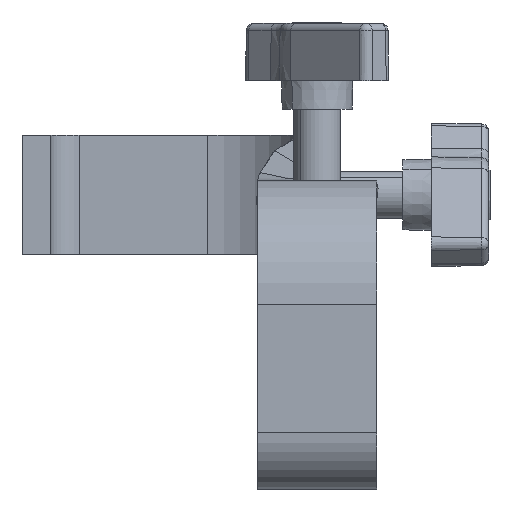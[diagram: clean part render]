
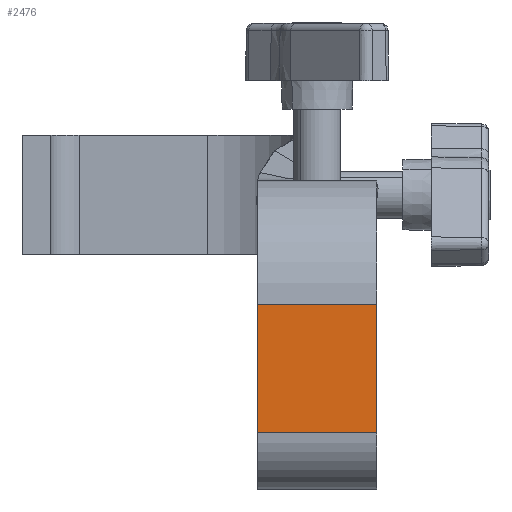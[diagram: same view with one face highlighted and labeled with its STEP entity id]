
A CAD part, front view. The second image highlights one B-rep face of the part: STEP entity #2476.
In plain terms, the highlighted planar face has unit normal (0, -1, 0).
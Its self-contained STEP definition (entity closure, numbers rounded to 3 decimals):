
#155 = DIRECTION ( 'NONE',  ( 0., 0., 1. ) ) ;
#265 = VERTEX_POINT ( 'NONE', #2768 ) ;
#773 = EDGE_CURVE ( 'NONE', #6682, #3759, #13386, .T. ) ;
#829 = DIRECTION ( 'NONE',  ( 0., 0., -1. ) ) ;
#2476 = ADVANCED_FACE ( 'NONE', ( #14589 ), #15252, .T. ) ;
#2768 = CARTESIAN_POINT ( 'NONE',  ( 12.5, 0., -26. ) ) ;
#3673 = LINE ( 'NONE', #8043, #12733 ) ;
#3759 = VERTEX_POINT ( 'NONE', #14606 ) ;
#4226 = CARTESIAN_POINT ( 'NONE',  ( -12.5, 0., -53. ) ) ;
#4544 = CARTESIAN_POINT ( 'NONE',  ( 12.5, 0., -26. ) ) ;
#4603 = DIRECTION ( 'NONE',  ( -1., 0., 0. ) ) ;
#5036 = ORIENTED_EDGE ( 'NONE', *, *, #7263, .T. ) ;
#5515 = VECTOR ( 'NONE', #12973, 1000. ) ;
#6026 = DIRECTION ( 'NONE',  ( 0., -1., 0. ) ) ;
#6682 = VERTEX_POINT ( 'NONE', #4226 ) ;
#7263 = EDGE_CURVE ( 'NONE', #265, #3759, #12822, .T. ) ;
#8043 = CARTESIAN_POINT ( 'NONE',  ( 12.5, 0., -53. ) ) ;
#8378 = AXIS2_PLACEMENT_3D ( 'NONE', #13925, #6026, #829 ) ;
#8531 = ORIENTED_EDGE ( 'NONE', *, *, #11619, .F. ) ;
#8687 = EDGE_LOOP ( 'NONE', ( #15865, #8531, #14654, #5036 ) ) ;
#9111 = VECTOR ( 'NONE', #4603, 1000. ) ;
#10398 = VERTEX_POINT ( 'NONE', #16160 ) ;
#10977 = DIRECTION ( 'NONE',  ( 0., 0., 1. ) ) ;
#11619 = EDGE_CURVE ( 'NONE', #10398, #6682, #12310, .T. ) ;
#12310 = LINE ( 'NONE', #15561, #5515 ) ;
#12733 = VECTOR ( 'NONE', #155, 1000. ) ;
#12822 = LINE ( 'NONE', #4544, #9111 ) ;
#12973 = DIRECTION ( 'NONE',  ( -1., 0., 0. ) ) ;
#13386 = LINE ( 'NONE', #16387, #14221 ) ;
#13925 = CARTESIAN_POINT ( 'NONE',  ( 12.5, 0., -53. ) ) ;
#14221 = VECTOR ( 'NONE', #10977, 1000. ) ;
#14589 = FACE_OUTER_BOUND ( 'NONE', #8687, .T. ) ;
#14606 = CARTESIAN_POINT ( 'NONE',  ( -12.5, 0., -26. ) ) ;
#14654 = ORIENTED_EDGE ( 'NONE', *, *, #17052, .T. ) ;
#15252 = PLANE ( 'NONE',  #8378 ) ;
#15561 = CARTESIAN_POINT ( 'NONE',  ( 12.5, 0., -53. ) ) ;
#15865 = ORIENTED_EDGE ( 'NONE', *, *, #773, .F. ) ;
#16160 = CARTESIAN_POINT ( 'NONE',  ( 12.5, 0., -53. ) ) ;
#16387 = CARTESIAN_POINT ( 'NONE',  ( -12.5, 0., -53. ) ) ;
#17052 = EDGE_CURVE ( 'NONE', #10398, #265, #3673, .T. ) ;
